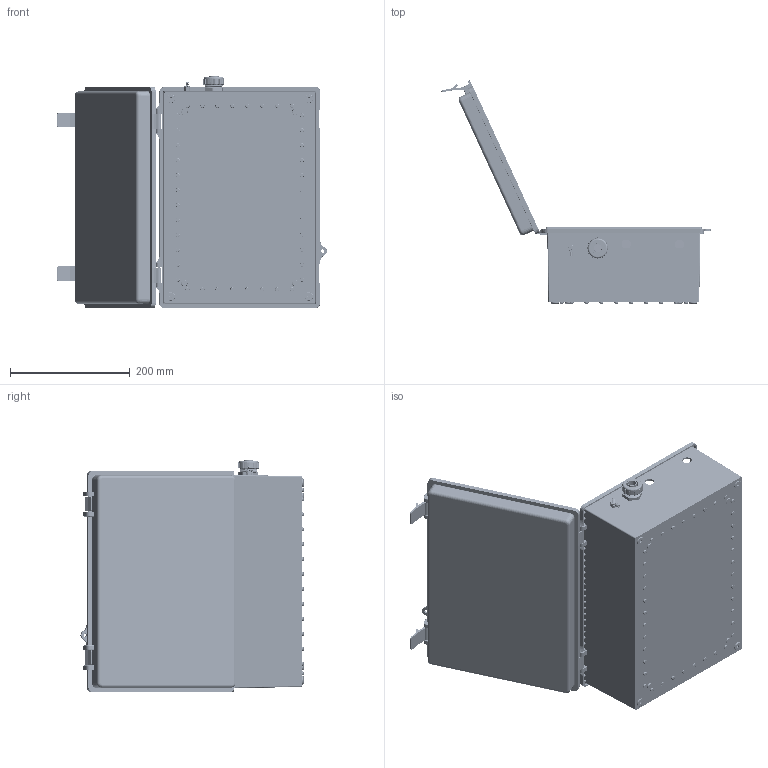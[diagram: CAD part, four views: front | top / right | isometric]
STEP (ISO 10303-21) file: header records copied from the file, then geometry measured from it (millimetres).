
FILE_DESCRIPTION (( 'STEP AP214' ), '1' );
FILE_NAME ('00406795_3D.STEP', '2022-05-19T21:36:47', ( '' ), ( '' ), 'SwSTEP 2.0', 'SolidWorks 2021', '' );
FILE_SCHEMA (( 'AUTOMOTIVE_DESIGN' ));
Length unit declared in the file: inch
Products named in the file (21): XMH-0010; XF797-02; XFN-0003; XNBE141006-01_box; XCTB-0002; XFS-0026; XMH-0007; XFS-0006; XC-0003; XCT-0010; XFS-0017; XCT-0011; XCT-0005; GroundWire_NB141006-100; NBE141006_lid; NBE141006_lid latch; XFN-0013; 10-32 NEMA PLATE SCREW; 00406795_3D; XFW-0002; 1BE01-002
Assembly tree (35 placements, depth 2):
  00406795_3D
    XNBE141006-01_box
    NBE141006_lid
    NBE141006_lid latch  x2
    1BE01-002
    XC-0003
    XFS-0026
    XCT-0010
    XFW-0002  x5
    XFN-0003  x2
    XCT-0005
    XFS-0017  x3
    10-32 NEMA PLATE SCREW  x4
    XCT-0011
    XMH-0007  x4
    XMH-0010
    XCTB-0002
    XFN-0013  x2
    XF797-02
    XFS-0006
    GroundWire_NB141006-100
Bounding box: 451.73 x 373.26 x 388.66 mm (x, y, z)
Volume: 1585003.9 mm3; surface area: 1002400.5 mm2
Topology: 38 solids, 39 shells, 4577 faces, 10638 edges, 6314 vertices
Faces by surface type: cone 1827, plane 1479, cylinder 783, torus 434, bspline 38, sphere 16
Entity records: 140804 total; most frequent: CARTESIAN_POINT 22126, DIRECTION 18953, ORIENTED_EDGE 17094, EDGE_CURVE 8547, AXIS2_PLACEMENT_3D 7272, VERTEX_POINT 5136, VECTOR 4409, LINE 4409
